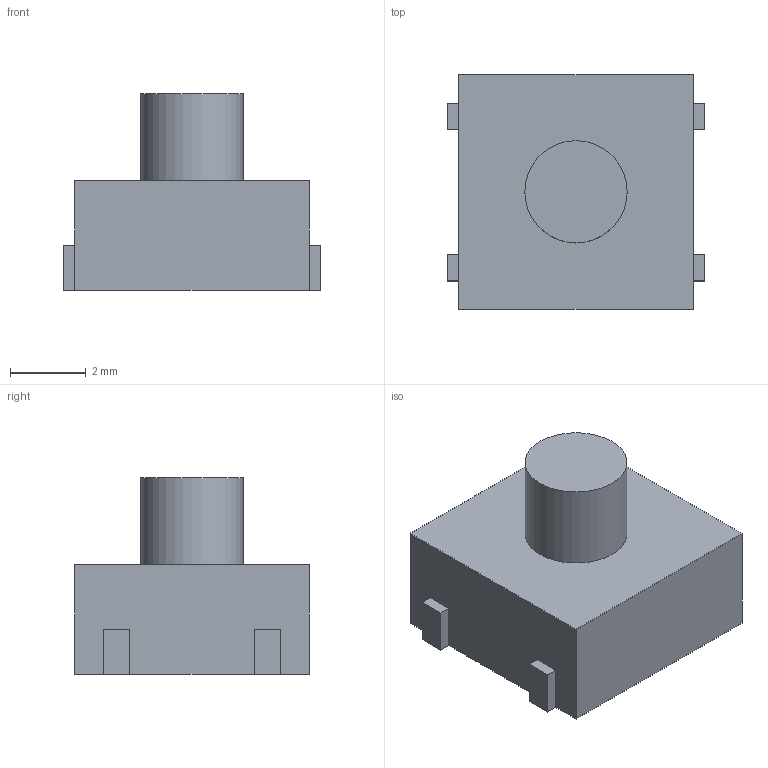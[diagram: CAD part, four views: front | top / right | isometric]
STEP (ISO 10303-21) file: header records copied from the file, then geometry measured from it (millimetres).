
FILE_DESCRIPTION( ( '' ), ' ' );
FILE_NAME( '59ee5d1ddf693f0f4240eb01.step', '2017-10-23T21:20:30', ( '' ), ( '' ), ' ', ' ', ' ' );
FILE_SCHEMA( ( 'AUTOMOTIVE_DESIGN { 1 0 10303 214 1 1 1 1 }' ) );
Length unit declared in the file: metre
Products named in the file (6): Body; Button; Pins
Bounding box: 6.8 x 6.2 x 5.2 mm (x, y, z)
Volume: 125.7 mm3; surface area: 191 mm2
Topology: 6 solids, 6 shells, 33 faces, 63 edges, 42 vertices
Faces by surface type: plane 32, cylinder 1
Full cylindrical faces by diameter (mm): 2.7 x1
Entity records: 1144 total; most frequent: CARTESIAN_POINT 143, DIRECTION 142, ORIENTED_EDGE 124, EDGE_CURVE 62, LINE 60, VECTOR 60, VERTEX_POINT 42, AXIS2_PLACEMENT_3D 41
